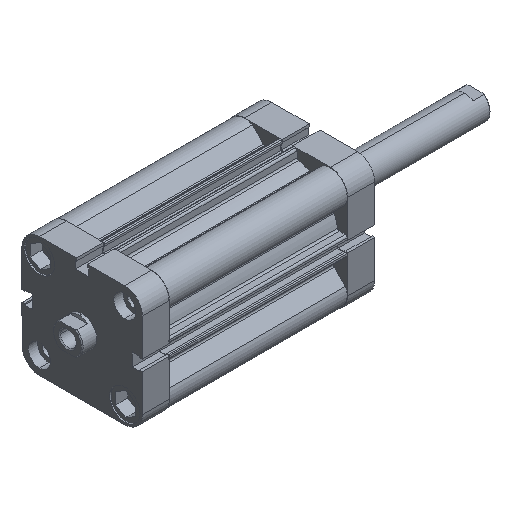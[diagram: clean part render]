
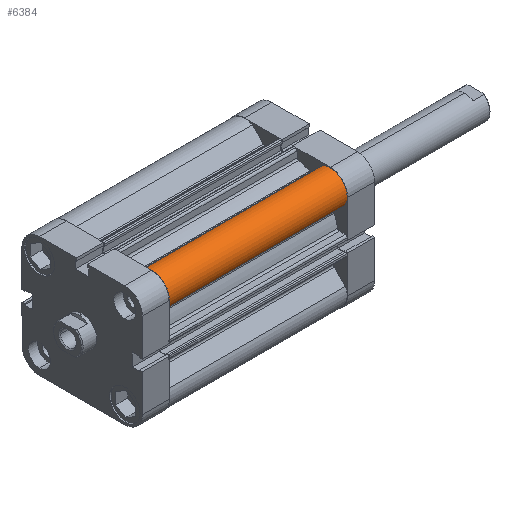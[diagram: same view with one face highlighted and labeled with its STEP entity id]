
A CAD part, isometric view. The second image highlights one B-rep face of the part: STEP entity #6384.
In plain terms, the highlighted cylindrical face has radius 9.25 mm (diameter 18.5 mm), a partial arc.
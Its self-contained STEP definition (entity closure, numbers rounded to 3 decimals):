
#180 = CYLINDRICAL_SURFACE ( 'NONE', #5954, 9.25 ) ;
#183 = FACE_OUTER_BOUND ( 'NONE', #7549, .T. ) ;
#576 = DIRECTION ( 'NONE',  ( -1., 0., 0. ) ) ;
#577 = DIRECTION ( 'NONE',  ( 0., 0., 1. ) ) ;
#591 = CARTESIAN_POINT ( 'NONE',  ( 23.25, -23.25, 97. ) ) ;
#1066 = VERTEX_POINT ( 'NONE', #1117 ) ;
#1069 = VERTEX_POINT ( 'NONE', #1116 ) ;
#1072 = CARTESIAN_POINT ( 'NONE',  ( 31.559, -19.184, 0. ) ) ;
#1073 = CARTESIAN_POINT ( 'NONE',  ( 19.184, -31.559, 0. ) ) ;
#1116 = CARTESIAN_POINT ( 'NONE',  ( 19.184, -31.559, 97. ) ) ;
#1117 = CARTESIAN_POINT ( 'NONE',  ( 31.559, -19.184, 97. ) ) ;
#1233 = VERTEX_POINT ( 'NONE', #1073 ) ;
#1234 = VERTEX_POINT ( 'NONE', #1072 ) ;
#1723 = CIRCLE ( 'NONE', #5646, 9.25 ) ;
#2216 = VECTOR ( 'NONE', #3301, 1000. ) ;
#2233 = LINE ( 'NONE', #3300, #2216 ) ;
#2289 = LINE ( 'NONE', #3411, #2290 ) ;
#2290 = VECTOR ( 'NONE', #3412, 1000. ) ;
#2481 = CIRCLE ( 'NONE', #5794, 9.25 ) ;
#3300 = CARTESIAN_POINT ( 'NONE',  ( 19.184, -31.559, 97. ) ) ;
#3301 = DIRECTION ( 'NONE',  ( 0., 0., -1. ) ) ;
#3411 = CARTESIAN_POINT ( 'NONE',  ( 31.559, -19.184, 97. ) ) ;
#3412 = DIRECTION ( 'NONE',  ( 0., 0., -1. ) ) ;
#3679 = CARTESIAN_POINT ( 'NONE',  ( 23.25, -23.25, 0. ) ) ;
#3690 = DIRECTION ( 'NONE',  ( 0., 0., 1. ) ) ;
#3691 = DIRECTION ( 'NONE',  ( -1., 0., 0. ) ) ;
#3879 = EDGE_CURVE ( 'NONE', #1069, #1066, #1723, .T. ) ;
#4607 = DIRECTION ( 'NONE',  ( 0., 0., -1. ) ) ;
#4610 = DIRECTION ( 'NONE',  ( -1., 0., 0. ) ) ;
#4615 = CARTESIAN_POINT ( 'NONE',  ( 23.25, -23.25, 97. ) ) ;
#5376 = EDGE_CURVE ( 'NONE', #1069, #1233, #2233, .T. ) ;
#5416 = EDGE_CURVE ( 'NONE', #1066, #1234, #2289, .T. ) ;
#5533 = EDGE_CURVE ( 'NONE', #1233, #1234, #2481, .T. ) ;
#5646 = AXIS2_PLACEMENT_3D ( 'NONE', #591, #577, #576 ) ;
#5794 = AXIS2_PLACEMENT_3D ( 'NONE', #3679, #3690, #3691 ) ;
#5954 = AXIS2_PLACEMENT_3D ( 'NONE', #4615, #4607, #4610 ) ;
#6202 = ORIENTED_EDGE ( 'NONE', *, *, #5416, .F. ) ;
#6204 = ORIENTED_EDGE ( 'NONE', *, *, #5533, .T. ) ;
#6218 = ORIENTED_EDGE ( 'NONE', *, *, #3879, .F. ) ;
#6262 = ORIENTED_EDGE ( 'NONE', *, *, #5376, .T. ) ;
#6384 = ADVANCED_FACE ( 'NONE', ( #183 ), #180, .T. ) ;
#7549 = EDGE_LOOP ( 'NONE', ( #6204, #6202, #6218, #6262 ) ) ;
